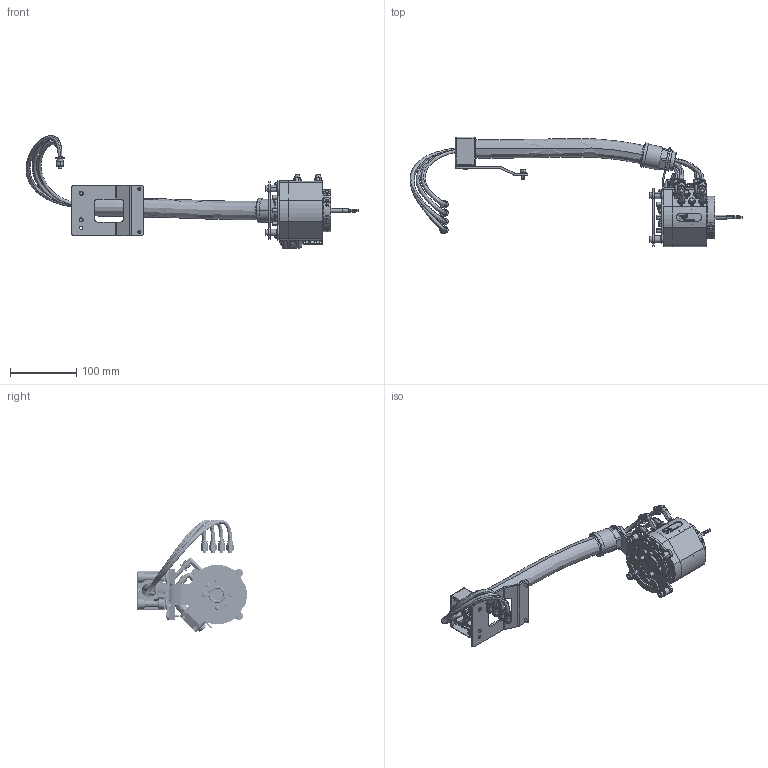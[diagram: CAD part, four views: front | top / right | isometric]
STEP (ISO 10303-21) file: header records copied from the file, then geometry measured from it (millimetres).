
FILE_DESCRIPTION (( 'STEP AP203' ), '1' );
FILE_NAME ('TS103-206.STEP', '2021-04-15T11:45:48', ( '' ), ( '' ), 'SwSTEP 2.0', 'SolidWorks 2019', '' );
FILE_SCHEMA (( 'CONFIG_CONTROL_DESIGN' ));
Products named in the file (1): TS103-206
Bounding box: 502.98 x 166.28 x 170.87 mm (x, y, z)
Volume: 776271.4 mm3; surface area: 345825 mm2
Topology: 95 solids, 95 shells, 3611 faces, 8835 edges, 5682 vertices
Faces by surface type: plane 1393, cylinder 1154, bspline 614, cone 310, torus 138, sphere 2
Entity records: 220300 total; most frequent: CARTESIAN_POINT 137449, ORIENTED_EDGE 17622, DIRECTION 16114, EDGE_CURVE 8811, AXIS2_PLACEMENT_3D 5924, VERTEX_POINT 5682, LINE 4266, VECTOR 4266
